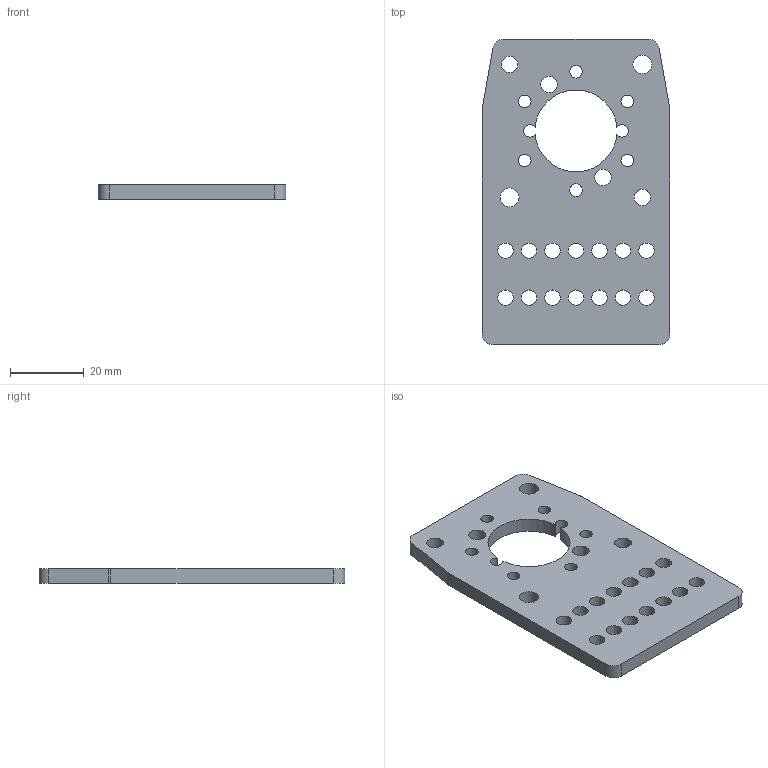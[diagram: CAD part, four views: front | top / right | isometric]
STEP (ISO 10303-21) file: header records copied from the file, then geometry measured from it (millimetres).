
FILE_DESCRIPTION(/* description */ (''),/* implementation_level */ '2;1');
FILE_NAME(/* name */ 'ThriftyMotorMegaplate.stp',/* time_stamp */ '2021-02-12T12:33:55-05:00',/* author */ ('rdogn'),/* organization */ (''),/* preprocessor_version */ 'ST-DEVELOPER v18.1',/* originating_system */ 'Autodesk Inventor 2021',/* authorisation */ '');
FILE_SCHEMA (('AUTOMOTIVE_DESIGN { 1 0 10303 214 3 1 1 }'));
Length unit declared in the file: inch
Products named in the file (1): ThriftyFlatBracket
Bounding box: 50.8 x 82.55 x 4 mm (x, y, z)
Volume: 13476.4 mm3; surface area: 9439 mm2
Topology: 1 solids, 1 shells, 44 faces, 126 edges, 84 vertices
Faces by surface type: cylinder 36, plane 8
Full cylindrical faces by diameter (mm): 3.4 x6, 4.166 x14, 4.496 x2, 4.5 x2, 5.105 x2
Entity records: 1633 total; most frequent: DIRECTION 288, CARTESIAN_POINT 255, ORIENTED_EDGE 252, EDGE_CURVE 126, AXIS2_PLACEMENT_3D 117, EDGE_LOOP 98, VERTEX_POINT 84, CIRCLE 72
